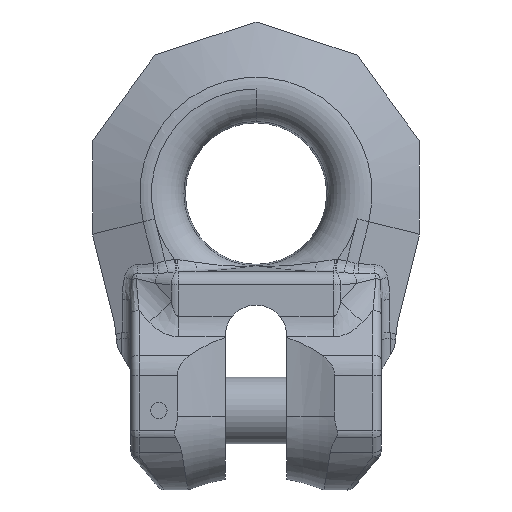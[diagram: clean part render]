
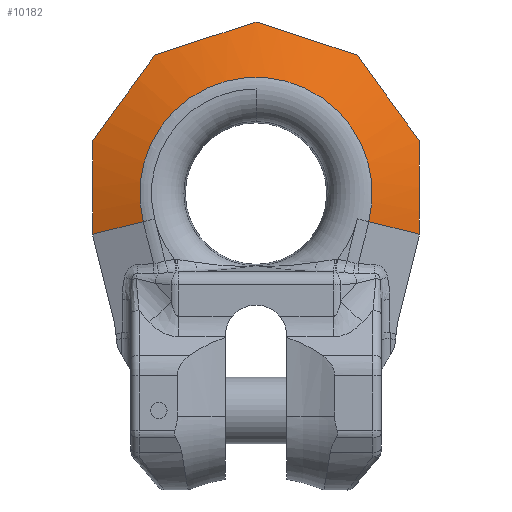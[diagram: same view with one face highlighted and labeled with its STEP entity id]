
A CAD part, front view. The second image highlights one B-rep face of the part: STEP entity #10182.
In plain terms, the highlighted conical face has half-angle 69 degrees and reference radius 52.923 mm.
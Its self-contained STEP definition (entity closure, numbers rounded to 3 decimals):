
#665=DIRECTION('',(-0.906,0.358,-0.226));
#666=VECTOR('',#665,20.435);
#667=CARTESIAN_POINT('',(-41.489,-13.203,69.406));
#668=LINE('',#667,#666);
#697=CARTESIAN_POINT('',(0.,-5.399,142.838));
#698=CARTESIAN_POINT('',(2.061,-5.656,142.168));
#699=CARTESIAN_POINT('',(6.181,-6.093,140.829));
#700=CARTESIAN_POINT('',(12.349,-6.494,138.825));
#701=CARTESIAN_POINT('',(18.541,-6.63,136.813));
#702=CARTESIAN_POINT('',(24.734,-6.494,134.801));
#703=CARTESIAN_POINT('',(30.901,-6.093,132.797));
#704=CARTESIAN_POINT('',(35.022,-5.656,131.459));
#705=CARTESIAN_POINT('',(37.082,-5.399,130.789));
#707=CARTESIAN_POINT('',(37.082,-5.399,130.789));
#708=CARTESIAN_POINT('',(38.356,-5.656,129.036));
#709=CARTESIAN_POINT('',(40.902,-6.093,125.531));
#710=CARTESIAN_POINT('',(44.714,-6.494,120.284));
#711=CARTESIAN_POINT('',(48.541,-6.63,115.017));
#712=CARTESIAN_POINT('',(52.368,-6.494,109.749));
#713=CARTESIAN_POINT('',(56.18,-6.093,104.503));
#714=CARTESIAN_POINT('',(58.727,-5.656,100.998));
#715=CARTESIAN_POINT('',(60.,-5.399,99.245));
#717=CARTESIAN_POINT('',(60.,-5.399,99.245));
#718=CARTESIAN_POINT('',(60.,-5.672,96.948));
#719=CARTESIAN_POINT('',(60.,-6.129,92.354));
#720=CARTESIAN_POINT('',(60.,-6.53,85.475));
#721=CARTESIAN_POINT('',(60.,-6.631,78.569));
#722=CARTESIAN_POINT('',(60.,-6.426,71.669));
#723=CARTESIAN_POINT('',(60.,-6.092,67.082));
#724=CARTESIAN_POINT('',(60.,-5.88,64.79));
#726=CARTESIAN_POINT('',(0.,-13.203,79.75));
#727=DIRECTION('',(0.,1.,0.));
#728=DIRECTION('',(-0.97,0.,-0.242));
#729=AXIS2_PLACEMENT_3D('',#726,#727,#728);
#731=CARTESIAN_POINT('',(-60.,-5.88,64.79));
#732=CARTESIAN_POINT('',(-60.,-6.092,67.081));
#733=CARTESIAN_POINT('',(-60.,-6.426,71.668));
#734=CARTESIAN_POINT('',(-60.,-6.631,78.57));
#735=CARTESIAN_POINT('',(-60.,-6.53,85.479));
#736=CARTESIAN_POINT('',(-60.,-6.129,92.358));
#737=CARTESIAN_POINT('',(-60.,-5.672,96.95));
#738=CARTESIAN_POINT('',(-60.,-5.399,99.245));
#740=CARTESIAN_POINT('',(-60.,-5.399,99.245));
#741=CARTESIAN_POINT('',(-58.726,-5.656,100.998));
#742=CARTESIAN_POINT('',(-56.18,-6.093,104.503));
#743=CARTESIAN_POINT('',(-52.368,-6.494,109.75));
#744=CARTESIAN_POINT('',(-48.541,-6.63,115.017));
#745=CARTESIAN_POINT('',(-44.714,-6.494,120.285));
#746=CARTESIAN_POINT('',(-40.902,-6.093,125.532));
#747=CARTESIAN_POINT('',(-38.355,-5.656,129.036));
#748=CARTESIAN_POINT('',(-37.082,-5.399,130.789));
#750=CARTESIAN_POINT('',(-37.082,-5.399,130.789));
#751=CARTESIAN_POINT('',(-35.021,-5.656,131.459));
#752=CARTESIAN_POINT('',(-30.901,-6.093,132.797));
#753=CARTESIAN_POINT('',(-24.733,-6.494,134.801));
#754=CARTESIAN_POINT('',(-18.541,-6.63,136.813));
#755=CARTESIAN_POINT('',(-12.348,-6.494,138.826));
#756=CARTESIAN_POINT('',(-6.181,-6.093,140.83));
#757=CARTESIAN_POINT('',(-2.06,-5.656,142.168));
#758=CARTESIAN_POINT('',(0.,-5.399,142.838));
#771=DIRECTION('',(0.906,0.358,-0.226));
#772=VECTOR('',#771,20.435);
#773=CARTESIAN_POINT('',(41.489,-13.203,69.406));
#774=LINE('',#773,#772);
#8338=CARTESIAN_POINT('',(41.489,-13.203,69.406));
#8340=VERTEX_POINT('',#8338);
#8343=CARTESIAN_POINT('',(-41.489,-13.203,
69.406));
#8344=VERTEX_POINT('',#8343);
#8347=VERTEX_POINT('',#697);
#8348=VERTEX_POINT('',#705);
#8349=VERTEX_POINT('',#715);
#8350=VERTEX_POINT('',#724);
#8351=VERTEX_POINT('',#731);
#8352=VERTEX_POINT('',#738);
#8353=VERTEX_POINT('',#748);
#10164=CARTESIAN_POINT('',(0.,-9.301,79.75));
#10165=DIRECTION('',(0.,1.,0.));
#10166=DIRECTION('',(0.,0.,-1.));
#10167=AXIS2_PLACEMENT_3D('',#10164,#10165,#10166);
#10168=CONICAL_SURFACE('',#10167,52.923,69.);
#10169=ORIENTED_EDGE('',*,*,#9267,.T.);
#10170=ORIENTED_EDGE('',*,*,#9282,.T.);
#10171=ORIENTED_EDGE('',*,*,#9299,.T.);
#10173=ORIENTED_EDGE('',*,*,#10172,.F.);
#10175=ORIENTED_EDGE('',*,*,#10174,.F.);
#10176=ORIENTED_EDGE('',*,*,#10152,.T.);
#10177=ORIENTED_EDGE('',*,*,#9218,.T.);
#10178=ORIENTED_EDGE('',*,*,#9237,.T.);
#10179=ORIENTED_EDGE('',*,*,#9252,.T.);
#10180=EDGE_LOOP('',(#10169,#10170,#10171,#10173,#10175,#10176,#10177,#10178,
#10179));
#10181=FACE_OUTER_BOUND('',#10180,.F.);
#10182=ADVANCED_FACE('',(#10181),#10168,.T.);
#706=B_SPLINE_CURVE_WITH_KNOTS('',3,(#697,#698,#699,#700,#701,#702,#703,#704,
#705),.UNSPECIFIED.,.F.,.F.,(4,1,1,1,1,1,4),(0.,0.167,
0.333,0.5,0.667,0.833,1.),
.UNSPECIFIED.);
#716=B_SPLINE_CURVE_WITH_KNOTS('',3,(#707,#708,#709,#710,#711,#712,#713,#714,
#715),.UNSPECIFIED.,.F.,.F.,(4,1,1,1,1,1,4),(0.,0.167,
0.333,0.5,0.667,0.833,1.),
.UNSPECIFIED.);
#725=B_SPLINE_CURVE_WITH_KNOTS('',3,(#717,#718,#719,#720,#721,#722,#723,#724),
.UNSPECIFIED.,.F.,.F.,(4,1,1,1,1,4),(0.,0.2,0.4,0.6,0.8,1.),
.UNSPECIFIED.);
#730=CIRCLE('',#729,42.759);
#739=B_SPLINE_CURVE_WITH_KNOTS('',3,(#731,#732,#733,#734,#735,#736,#737,#738),
.UNSPECIFIED.,.F.,.F.,(4,1,1,1,1,4),(0.,0.2,0.4,0.6,0.8,1.),
.UNSPECIFIED.);
#749=B_SPLINE_CURVE_WITH_KNOTS('',3,(#740,#741,#742,#743,#744,#745,#746,#747,
#748),.UNSPECIFIED.,.F.,.F.,(4,1,1,1,1,1,4),(0.,0.167,
0.333,0.5,0.667,0.833,1.),
.UNSPECIFIED.);
#759=B_SPLINE_CURVE_WITH_KNOTS('',3,(#750,#751,#752,#753,#754,#755,#756,#757,
#758),.UNSPECIFIED.,.F.,.F.,(4,1,1,1,1,1,4),(0.,0.167,
0.333,0.5,0.667,0.833,1.),
.UNSPECIFIED.);
#9218=EDGE_CURVE('',#8351,#8352,#739,.T.);
#9237=EDGE_CURVE('',#8352,#8353,#749,.T.);
#9252=EDGE_CURVE('',#8353,#8347,#759,.T.);
#9267=EDGE_CURVE('',#8347,#8348,#706,.T.);
#9282=EDGE_CURVE('',#8348,#8349,#716,.T.);
#9299=EDGE_CURVE('',#8349,#8350,#725,.T.);
#10152=EDGE_CURVE('',#8344,#8351,#668,.T.);
#10172=EDGE_CURVE('',#8340,#8350,#774,.T.);
#10174=EDGE_CURVE('',#8344,#8340,#730,.T.);
